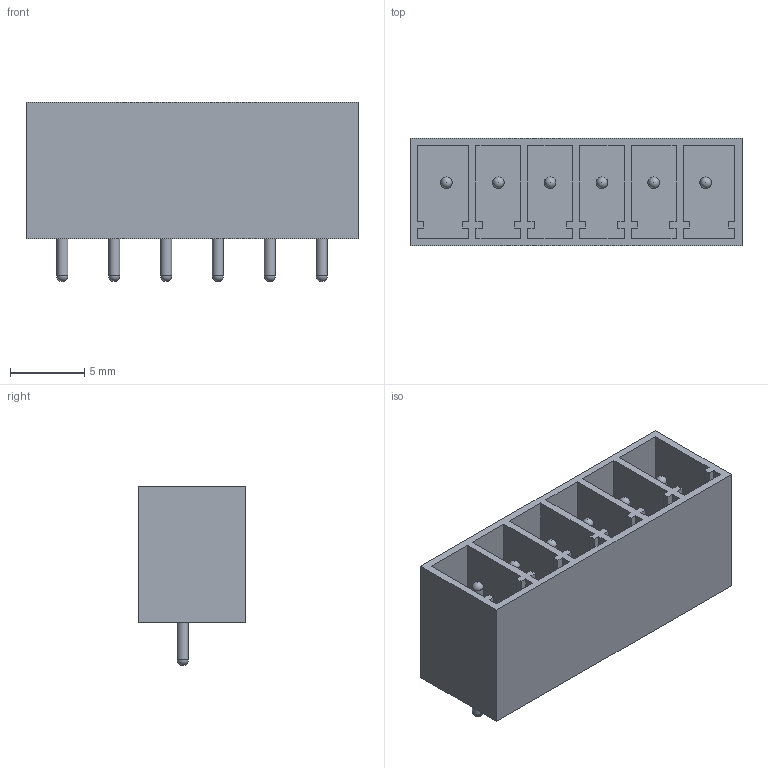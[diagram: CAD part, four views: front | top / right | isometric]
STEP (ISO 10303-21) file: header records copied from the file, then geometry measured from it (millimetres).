
FILE_DESCRIPTION(/* description */ ('STEP AP242','CAx-IF Rec.Pracs.---Representation and Presentation of Product Manufacturing Information (PMI)---4.0---2014-10-13','CAx-IF Rec.Pracs.---3D Tessellated Geometry---0.4---2014-09-14','2;1'),/* implementation_level */ '2;1');
FILE_NAME(/* name */ '621a8c35f9f305441ce89a8c',/* time_stamp */ '2022-02-26T20:23:18+00:00',/* author */ (''),/* organization */ (''),/* preprocessor_version */ 'ST-DEVELOPER v18.101',/* originating_system */ ' ',/* authorisation */ ' ');
FILE_SCHEMA (('AP242_MANAGED_MODEL_BASED_3D_ENGINEERING_MIM_LF { 1 0 10303 442 1 1 4 }'));
Length unit declared in the file: metre
Products named in the file (3): 277-14404-ND; Part 1
Assembly tree (7 placements, depth 2):
  277-14404-ND
    Part 1
    Part 1  x6
Bounding box: 22.4 x 7.25 x 12.08 mm (x, y, z)
Volume: 501.7 mm3; surface area: 2107.8 mm2
Topology: 7 solids, 7 shells, 108 faces, 306 edges, 206 vertices
Faces by surface type: plane 84, cylinder 12, sphere 12
Full cylindrical faces by diameter (mm): 0.75 x6, 0.8 x6
Entity records: 2954 total; most frequent: CARTESIAN_POINT 509, ORIENTED_EDGE 484, DIRECTION 458, EDGE_CURVE 242, LINE 228, VECTOR 228, VERTEX_POINT 166, EDGE_LOOP 118
